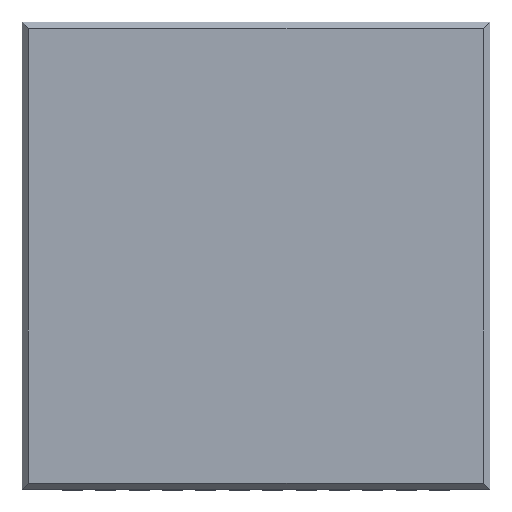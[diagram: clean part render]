
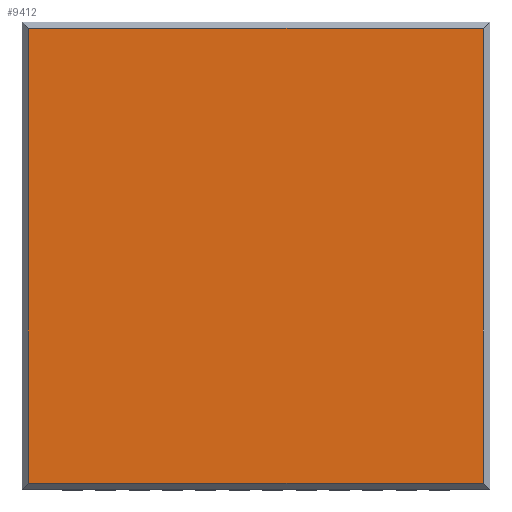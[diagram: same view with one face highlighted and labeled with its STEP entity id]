
A CAD part, top view. The second image highlights one B-rep face of the part: STEP entity #9412.
In plain terms, the highlighted planar face has unit normal (0, 0, 1).
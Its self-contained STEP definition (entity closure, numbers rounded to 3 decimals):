
#524=FACE_OUTER_BOUND('',#1014,.T.);
#1014=EDGE_LOOP('',(#7210,#7211,#7212,#7213));
#2026=LINE('',#14442,#3198);
#2030=LINE('',#14450,#3202);
#2033=LINE('',#14456,#3205);
#2037=LINE('',#14462,#3209);
#3198=VECTOR('',#11808,1.);
#3202=VECTOR('',#11814,1.);
#3205=VECTOR('',#11819,1.);
#3209=VECTOR('',#11825,1.);
#4178=VERTEX_POINT('',#14440);
#4179=VERTEX_POINT('',#14441);
#4182=VERTEX_POINT('',#14449);
#4184=VERTEX_POINT('',#14455);
#5246=EDGE_CURVE('',#4178,#4179,#2026,.T.);
#5250=EDGE_CURVE('',#4179,#4182,#2030,.T.);
#5253=EDGE_CURVE('',#4182,#4184,#2033,.T.);
#5257=EDGE_CURVE('',#4184,#4178,#2037,.T.);
#7210=ORIENTED_EDGE('',*,*,#5246,.F.);
#7211=ORIENTED_EDGE('',*,*,#5257,.F.);
#7212=ORIENTED_EDGE('',*,*,#5253,.F.);
#7213=ORIENTED_EDGE('',*,*,#5250,.F.);
#8456=PLANE('',#9976);
#9412=ADVANCED_FACE('',(#524),#8456,.T.);
#9976=AXIS2_PLACEMENT_3D('',#14509,#11871,#11872);
#11808=DIRECTION('',(0.,-1.,0.));
#11814=DIRECTION('',(-1.,0.,0.));
#11819=DIRECTION('',(0.,1.,0.));
#11825=DIRECTION('',(1.,0.,0.));
#11871=DIRECTION('center_axis',(0.,0.,1.));
#11872=DIRECTION('ref_axis',(-1.,0.,0.));
#14440=CARTESIAN_POINT('',(3.403,3.405,1.));
#14441=CARTESIAN_POINT('',(3.403,-3.403,1.));
#14442=CARTESIAN_POINT('',(3.403,0.001,1.));
#14449=CARTESIAN_POINT('',(-3.405,-3.403,1.));
#14450=CARTESIAN_POINT('',(-3.5,-3.403,1.));
#14455=CARTESIAN_POINT('',(-3.405,3.405,1.));
#14456=CARTESIAN_POINT('',(-3.405,3.5,1.));
#14462=CARTESIAN_POINT('',(-0.001,3.405,1.));
#14509=CARTESIAN_POINT('Origin',(-3.5,3.5,1.));
